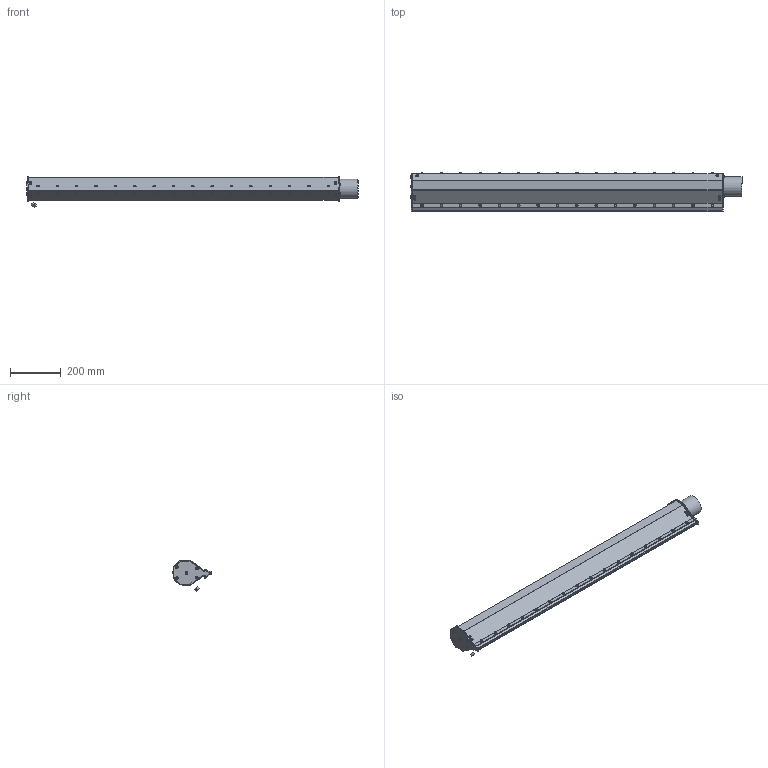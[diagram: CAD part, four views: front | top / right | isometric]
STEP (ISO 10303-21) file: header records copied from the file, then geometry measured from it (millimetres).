
FILE_DESCRIPTION(/* description */ (''),/* implementation_level */ '2;1');
FILE_NAME(/* name */ 'KAB0xxx48 DUMMY.stp',/* time_stamp */ '2018-02-19T10:19:04-05:00',/* author */ ('James'),/* organization */ (''),/* preprocessor_version */ 'ST-DEVELOPER v16.5',/* originating_system */ 'Autodesk Inventor 2017',/* authorisation */ '');
FILE_SCHEMA (('AUTOMOTIVE_DESIGN { 1 0 10303 214 3 1 1 }'));
Products named in the file (1): KAB0xxx48 DUMMY
Bounding box: 1306.83 x 153.78 x 122.43 mm (x, y, z)
Volume: 10405919.5 mm3; surface area: 536769.5 mm2
Topology: 2 solids, 2 shells, 913 faces, 1944 edges, 1244 vertices
Faces by surface type: plane 380, cone 240, cylinder 208, sphere 37, bspline 32, torus 16
Full cylindrical faces by diameter (mm): 7.6 x8, 8.5 x16, 9 x8, 9.5 x12, 10 x32, 10.135 x16, 10.5 x17, 11 x29, 76.2 x1
Entity records: 68845 total; most frequent: CARTESIAN_POINT 50961, DIRECTION 3635, ORIENTED_EDGE 3312, EDGE_CURVE 1656, AXIS2_PLACEMENT_3D 1609, EDGE_LOOP 1325, VERTEX_POINT 1159, FACE_OUTER_BOUND 913
